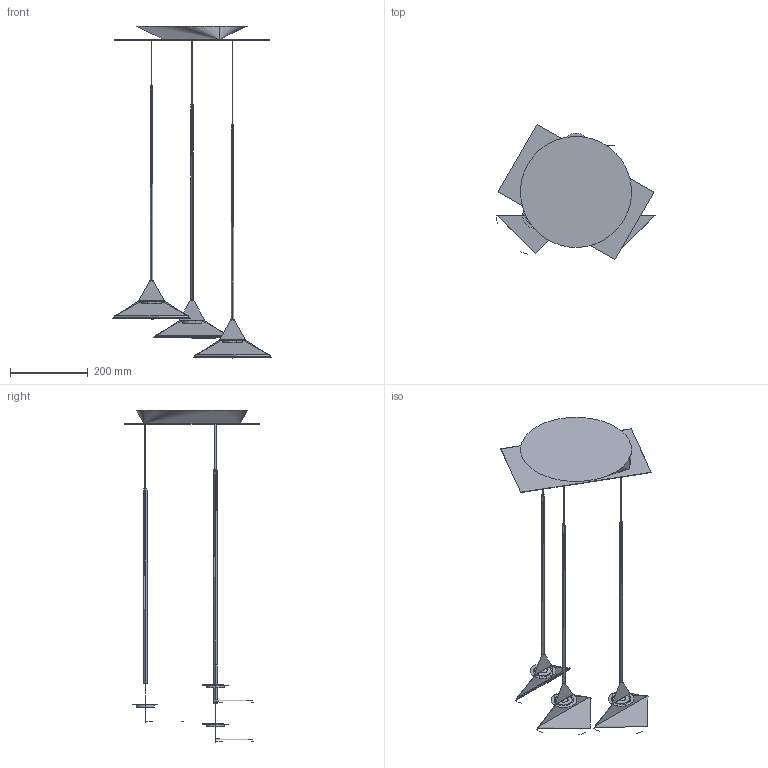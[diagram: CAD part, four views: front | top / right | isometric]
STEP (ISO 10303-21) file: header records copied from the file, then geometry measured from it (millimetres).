
FILE_DESCRIPTION(/* description */ (''),/* implementation_level */ '2;1');
FILE_NAME(/* name */ '3D 035300_Orsa cluster 3 suspension',/* time_stamp */ '2017-05-31T14:02:40+02:00',/* author */ (''),/* organization */ (''),/* preprocessor_version */ 'ST-DEVELOPER v10',/* originating_system */ '',/* authorisation */ '');
FILE_SCHEMA (('AUTOMOTIVE_DESIGN_CC2'));
Length unit declared in the file: millimetre
Products named in the file (1): 1
Bounding box: 407.86 x 346.41 x 852.24 mm (x, y, z)
Volume: 752523.9 mm3; surface area: 988530.4 mm2
Topology: 18 solids, 35 shells, 273 faces, 714 edges, 486 vertices
Faces by surface type: bspline 210, plane 63
Entity records: 12457 total; most frequent: CARTESIAN_POINT 8643, ORIENTED_EDGE 1078, EDGE_CURVE 559, VERTEX_POINT 352, EDGE_LOOP 300, ADVANCED_FACE 273, FACE_OUTER_BOUND 273, COMPOSITE_CURVE_SEGMENT 131
